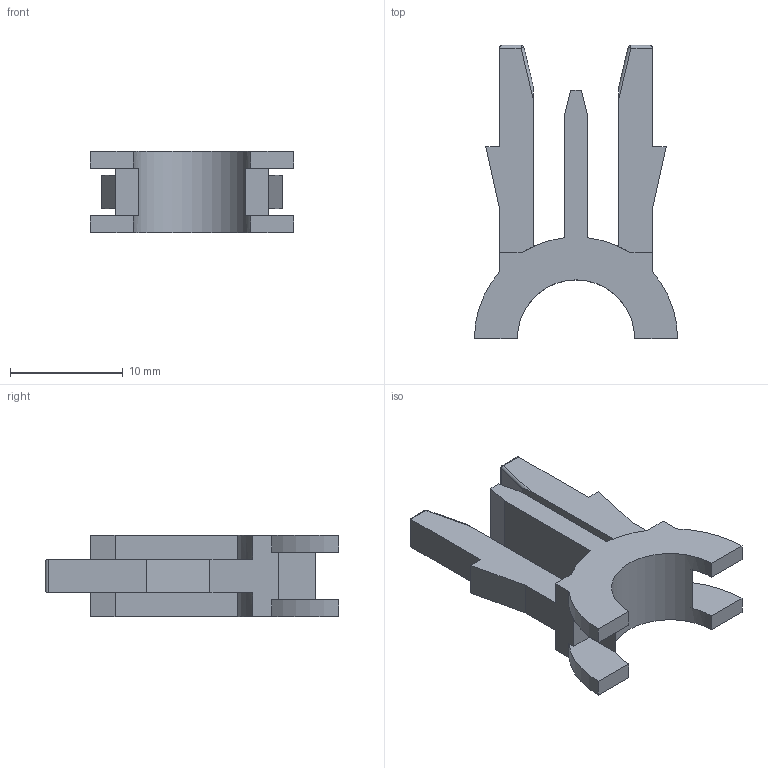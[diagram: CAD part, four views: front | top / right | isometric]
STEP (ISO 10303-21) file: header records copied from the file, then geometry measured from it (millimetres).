
FILE_DESCRIPTION(/* description */ (''),/* implementation_level */ '2;1');
FILE_NAME(/* name */ 'clip_v1.step',/* time_stamp */ '2024-02-15T15:49:09-05:00',/* author */ (''),/* organization */ (''),/* preprocessor_version */ 'ST-DEVELOPER v20',/* originating_system */ 'Autodesk Translation Framework v12.20.1.177',/* authorisation */ '');
FILE_SCHEMA (('AUTOMOTIVE_DESIGN { 1 0 10303 214 3 1 1 }'));
Length unit declared in the file: millimetre
Products named in the file (1): clip
Bounding box: 18 x 26 x 7.2 mm (x, y, z)
Volume: 988.2 mm3; surface area: 1261.2 mm2
Topology: 1 solids, 1 shells, 64 faces, 170 edges, 108 vertices
Faces by surface type: plane 41, cylinder 19, sphere 4
Entity records: 2001 total; most frequent: CARTESIAN_POINT 343, DIRECTION 342, ORIENTED_EDGE 340, EDGE_CURVE 170, LINE 128, VECTOR 128, VERTEX_POINT 108, AXIS2_PLACEMENT_3D 107
